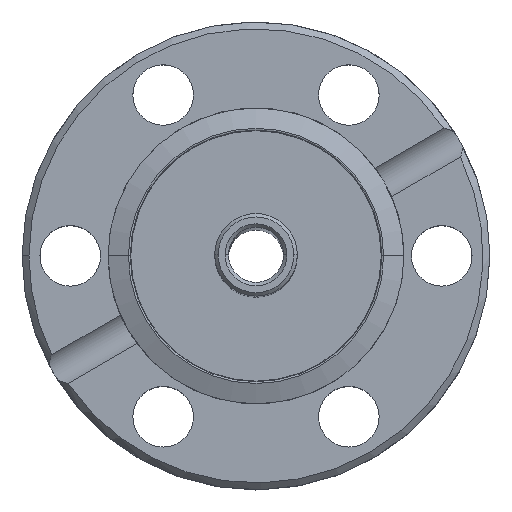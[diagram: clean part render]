
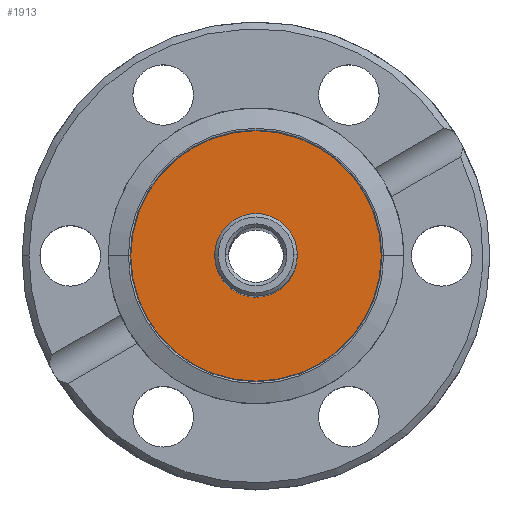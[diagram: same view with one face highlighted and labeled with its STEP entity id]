
A CAD part, top view. The second image highlights one B-rep face of the part: STEP entity #1913.
In plain terms, the highlighted planar face has unit normal (0, 0, 1).
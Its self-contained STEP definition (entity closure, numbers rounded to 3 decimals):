
#20 = ORIENTED_EDGE ( 'NONE', *, *, #1615, .F. ) ;
#22 = VERTEX_POINT ( 'NONE', #903 ) ;
#133 = FACE_OUTER_BOUND ( 'NONE', #1223, .T. ) ;
#154 = CARTESIAN_POINT ( 'NONE',  ( 0., 0., -1.2 ) ) ;
#258 = CIRCLE ( 'NONE', #2480, 3. ) ;
#375 = DIRECTION ( 'NONE',  ( 0., 0., 1. ) ) ;
#398 = DIRECTION ( 'NONE',  ( 0., 0., 1. ) ) ;
#411 = VERTEX_POINT ( 'NONE', #2247 ) ;
#546 = ORIENTED_EDGE ( 'NONE', *, *, #1165, .F. ) ;
#613 = DIRECTION ( 'NONE',  ( 0., 0., 1. ) ) ;
#750 = PLANE ( 'NONE',  #2211 ) ;
#753 = CIRCLE ( 'NONE', #2059, 9.098 ) ;
#777 = CARTESIAN_POINT ( 'NONE',  ( -3., 0., -1.2 ) ) ;
#853 = EDGE_LOOP ( 'NONE', ( #546, #20 ) ) ;
#864 = CIRCLE ( 'NONE', #1215, 3. ) ;
#903 = CARTESIAN_POINT ( 'NONE',  ( 3., 0., -1.2 ) ) ;
#980 = CARTESIAN_POINT ( 'NONE',  ( 0., 0., -1.2 ) ) ;
#1165 = EDGE_CURVE ( 'NONE', #22, #1940, #258, .T. ) ;
#1189 = DIRECTION ( 'NONE',  ( 1., 0., 0. ) ) ;
#1215 = AXIS2_PLACEMENT_3D ( 'NONE', #1790, #613, #2008 ) ;
#1223 = EDGE_LOOP ( 'NONE', ( #2056, #1508 ) ) ;
#1328 = DIRECTION ( 'NONE',  ( 0., 0., 1. ) ) ;
#1470 = CIRCLE ( 'NONE', #2031, 9.098 ) ;
#1508 = ORIENTED_EDGE ( 'NONE', *, *, #1571, .T. ) ;
#1521 = CARTESIAN_POINT ( 'NONE',  ( 0., 0., -1.2 ) ) ;
#1535 = CARTESIAN_POINT ( 'NONE',  ( -9.098, 0., -1.2 ) ) ;
#1543 = CARTESIAN_POINT ( 'NONE',  ( 0., 0., -1.2 ) ) ;
#1571 = EDGE_CURVE ( 'NONE', #2432, #411, #753, .T. ) ;
#1615 = EDGE_CURVE ( 'NONE', #1940, #22, #864, .T. ) ;
#1737 = DIRECTION ( 'NONE',  ( 1., 0., 0. ) ) ;
#1761 = DIRECTION ( 'NONE',  ( 1., 0., 0. ) ) ;
#1790 = CARTESIAN_POINT ( 'NONE',  ( 0., 0., -1.2 ) ) ;
#1913 = ADVANCED_FACE ( 'NONE', ( #2225, #133 ), #750, .T. ) ;
#1940 = VERTEX_POINT ( 'NONE', #777 ) ;
#2008 = DIRECTION ( 'NONE',  ( 1., 0., 0. ) ) ;
#2031 = AXIS2_PLACEMENT_3D ( 'NONE', #980, #2368, #1189 ) ;
#2056 = ORIENTED_EDGE ( 'NONE', *, *, #2499, .T. ) ;
#2059 = AXIS2_PLACEMENT_3D ( 'NONE', #1543, #398, #1761 ) ;
#2211 = AXIS2_PLACEMENT_3D ( 'NONE', #1521, #375, #1737 ) ;
#2225 = FACE_BOUND ( 'NONE', #853, .T. ) ;
#2247 = CARTESIAN_POINT ( 'NONE',  ( 9.098, 0., -1.2 ) ) ;
#2368 = DIRECTION ( 'NONE',  ( 0., 0., 1. ) ) ;
#2432 = VERTEX_POINT ( 'NONE', #1535 ) ;
#2480 = AXIS2_PLACEMENT_3D ( 'NONE', #154, #1328, #2495 ) ;
#2495 = DIRECTION ( 'NONE',  ( 1., 0., 0. ) ) ;
#2499 = EDGE_CURVE ( 'NONE', #411, #2432, #1470, .T. ) ;
